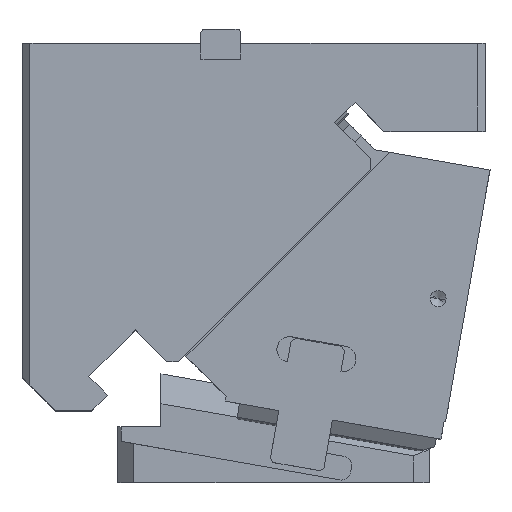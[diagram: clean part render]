
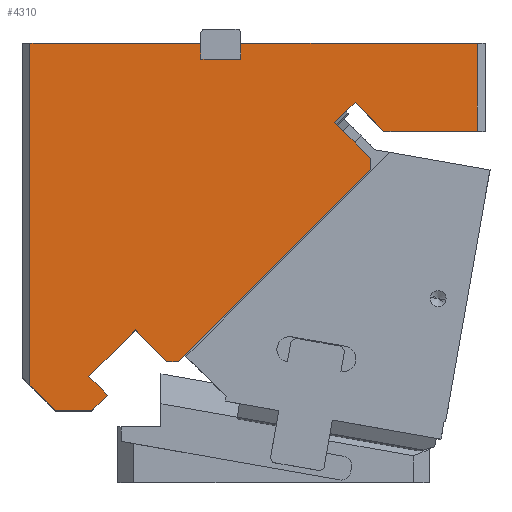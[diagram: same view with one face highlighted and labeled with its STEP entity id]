
A CAD part, top view. The second image highlights one B-rep face of the part: STEP entity #4310.
In plain terms, the highlighted planar face has unit normal (0, 0, 1).
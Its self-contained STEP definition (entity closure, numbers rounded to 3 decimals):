
#61=CARTESIAN_POINT('Vertex',(-71.982,86.175,55.)) ;
#91=CARTESIAN_POINT('Vertex',(-71.982,93.104,55.)) ;
#94=CARTESIAN_POINT('Line Origine',(-71.982,89.639,55.)) ;
#113=CARTESIAN_POINT('Line Origine',(-132.156,26.,55.)) ;
#117=CARTESIAN_POINT('Vertex',(-192.331,-34.175,55.)) ;
#192=CARTESIAN_POINT('Line Origine',(-195.796,-34.175,55.)) ;
#196=CARTESIAN_POINT('Vertex',(-199.261,-34.175,55.)) ;
#409=CARTESIAN_POINT('Line Origine',(-87.892,121.742,55.)) ;
#413=CARTESIAN_POINT('Vertex',(-94.256,115.378,55.)) ;
#415=CARTESIAN_POINT('Vertex',(-81.528,128.106,55.)) ;
#1001=CARTESIAN_POINT('Vertex',(-248.178,-43.51,55.)) ;
#1004=CARTESIAN_POINT('Line Origine',(-242.348,-49.34,55.)) ;
#1008=CARTESIAN_POINT('Vertex',(-236.519,-55.169,55.)) ;
#1301=CARTESIAN_POINT('Line Origine',(-72.475,119.053,55.)) ;
#1305=CARTESIAN_POINT('Vertex',(-63.422,110.,55.)) ;
#1874=CARTESIAN_POINT('Vertex',(-5.,110.,55.)) ;
#1877=CARTESIAN_POINT('Line Origine',(-34.211,110.,55.)) ;
#2090=CARTESIAN_POINT('Vertex',(-153.,165.,55.)) ;
#2093=CARTESIAN_POINT('Line Origine',(-79.,165.,55.)) ;
#2097=CARTESIAN_POINT('Vertex',(-5.,165.,55.)) ;
#2361=CARTESIAN_POINT('Vertex',(-285.,165.,55.)) ;
#2364=CARTESIAN_POINT('Line Origine',(-231.5,165.,55.)) ;
#2368=CARTESIAN_POINT('Vertex',(-178.,165.,55.)) ;
#2623=CARTESIAN_POINT('Vertex',(-269.115,-65.,55.)) ;
#2626=CARTESIAN_POINT('Line Origine',(-277.057,-57.057,55.)) ;
#2630=CARTESIAN_POINT('Vertex',(-285.,-49.115,55.)) ;
#2790=CARTESIAN_POINT('Vertex',(-246.349,-65.,55.)) ;
#2793=CARTESIAN_POINT('Line Origine',(-257.732,-65.,55.)) ;
#2844=CARTESIAN_POINT('Line Origine',(-241.434,-60.085,55.)) ;
#2913=CARTESIAN_POINT('Line Origine',(-5.,137.5,55.)) ;
#2936=CARTESIAN_POINT('Vertex',(-153.,155.,55.)) ;
#2939=CARTESIAN_POINT('Line Origine',(-153.,160.,55.)) ;
#2962=CARTESIAN_POINT('Vertex',(-178.,155.,55.)) ;
#2965=CARTESIAN_POINT('Line Origine',(-165.5,155.,55.)) ;
#2982=CARTESIAN_POINT('Line Origine',(-178.,160.,55.)) ;
#3004=CARTESIAN_POINT('Line Origine',(-285.,57.943,55.)) ;
#4266=CARTESIAN_POINT('Axis2P3D Location',(0.,165.,55.)) ;
#4271=CARTESIAN_POINT('Line Origine',(-83.119,104.241,55.)) ;
#4276=CARTESIAN_POINT('Line Origine',(-233.615,-28.947,55.)) ;
#4280=CARTESIAN_POINT('Vertex',(-219.052,-14.384,55.)) ;
#4283=CARTESIAN_POINT('Line Origine',(-209.156,-24.28,55.)) ;
#95=DIRECTION('Vector Direction',(0.,1.,0.)) ;
#114=DIRECTION('Vector Direction',(0.707,0.707,0.)) ;
#193=DIRECTION('Vector Direction',(1.,0.,0.)) ;
#410=DIRECTION('Vector Direction',(0.707,0.707,0.)) ;
#1005=DIRECTION('Vector Direction',(0.707,-0.707,0.)) ;
#1302=DIRECTION('Vector Direction',(0.707,-0.707,0.)) ;
#1878=DIRECTION('Vector Direction',(1.,0.,0.)) ;
#2094=DIRECTION('Vector Direction',(-1.,0.,0.)) ;
#2365=DIRECTION('Vector Direction',(-1.,0.,0.)) ;
#2627=DIRECTION('Vector Direction',(0.707,-0.707,0.)) ;
#2794=DIRECTION('Vector Direction',(-1.,0.,0.)) ;
#2845=DIRECTION('Vector Direction',(-0.707,-0.707,0.)) ;
#2914=DIRECTION('Vector Direction',(0.,1.,0.)) ;
#2940=DIRECTION('Vector Direction',(0.,1.,0.)) ;
#2966=DIRECTION('Vector Direction',(1.,0.,0.)) ;
#2983=DIRECTION('Vector Direction',(0.,1.,0.)) ;
#3005=DIRECTION('Vector Direction',(0.,-1.,0.)) ;
#4267=DIRECTION('Axis2P3D Direction',(0.,0.,1.)) ;
#4268=DIRECTION('Axis2P3D XDirection',(1.,0.,0.)) ;
#4272=DIRECTION('Vector Direction',(-0.707,0.707,0.)) ;
#4277=DIRECTION('Vector Direction',(-0.707,-0.707,0.)) ;
#4284=DIRECTION('Vector Direction',(-0.707,0.707,0.)) ;
#4269=AXIS2_PLACEMENT_3D('Plane Axis2P3D',#4266,#4267,#4268) ;
#4289=ORIENTED_EDGE('',*,*,#4275,.T.) ;
#4290=ORIENTED_EDGE('',*,*,#417,.T.) ;
#4291=ORIENTED_EDGE('',*,*,#1307,.T.) ;
#4292=ORIENTED_EDGE('',*,*,#1881,.T.) ;
#4293=ORIENTED_EDGE('',*,*,#2917,.T.) ;
#4294=ORIENTED_EDGE('',*,*,#2099,.T.) ;
#4295=ORIENTED_EDGE('',*,*,#2943,.F.) ;
#4296=ORIENTED_EDGE('',*,*,#2969,.F.) ;
#4297=ORIENTED_EDGE('',*,*,#2986,.T.) ;
#4298=ORIENTED_EDGE('',*,*,#2370,.T.) ;
#4299=ORIENTED_EDGE('',*,*,#3008,.T.) ;
#4300=ORIENTED_EDGE('',*,*,#2632,.T.) ;
#4301=ORIENTED_EDGE('',*,*,#2797,.F.) ;
#4302=ORIENTED_EDGE('',*,*,#2848,.F.) ;
#4303=ORIENTED_EDGE('',*,*,#1010,.F.) ;
#4304=ORIENTED_EDGE('',*,*,#4282,.F.) ;
#4305=ORIENTED_EDGE('',*,*,#4287,.F.) ;
#4306=ORIENTED_EDGE('',*,*,#198,.T.) ;
#4307=ORIENTED_EDGE('',*,*,#119,.T.) ;
#4308=ORIENTED_EDGE('',*,*,#98,.T.) ;
#96=VECTOR('Line Direction',#95,1.) ;
#115=VECTOR('Line Direction',#114,1.) ;
#194=VECTOR('Line Direction',#193,1.) ;
#411=VECTOR('Line Direction',#410,1.) ;
#1006=VECTOR('Line Direction',#1005,1.) ;
#1303=VECTOR('Line Direction',#1302,1.) ;
#1879=VECTOR('Line Direction',#1878,1.) ;
#2095=VECTOR('Line Direction',#2094,1.) ;
#2366=VECTOR('Line Direction',#2365,1.) ;
#2628=VECTOR('Line Direction',#2627,1.) ;
#2795=VECTOR('Line Direction',#2794,1.) ;
#2846=VECTOR('Line Direction',#2845,1.) ;
#2915=VECTOR('Line Direction',#2914,1.) ;
#2941=VECTOR('Line Direction',#2940,1.) ;
#2967=VECTOR('Line Direction',#2966,1.) ;
#2984=VECTOR('Line Direction',#2983,1.) ;
#3006=VECTOR('Line Direction',#3005,1.) ;
#4273=VECTOR('Line Direction',#4272,1.) ;
#4278=VECTOR('Line Direction',#4277,1.) ;
#4285=VECTOR('Line Direction',#4284,1.) ;
#4310=ADVANCED_FACE('CAM HOLDER',(#4309),#4270,.T.) ;
#98=EDGE_CURVE('',#62,#92,#97,.T.) ;
#119=EDGE_CURVE('',#118,#62,#116,.T.) ;
#198=EDGE_CURVE('',#197,#118,#195,.T.) ;
#417=EDGE_CURVE('',#414,#416,#412,.T.) ;
#1010=EDGE_CURVE('',#1002,#1009,#1007,.T.) ;
#1307=EDGE_CURVE('',#416,#1306,#1304,.T.) ;
#1881=EDGE_CURVE('',#1306,#1875,#1880,.T.) ;
#2099=EDGE_CURVE('',#2098,#2091,#2096,.T.) ;
#2370=EDGE_CURVE('',#2369,#2362,#2367,.T.) ;
#2632=EDGE_CURVE('',#2631,#2624,#2629,.T.) ;
#2797=EDGE_CURVE('',#2791,#2624,#2796,.T.) ;
#2848=EDGE_CURVE('',#1009,#2791,#2847,.T.) ;
#2917=EDGE_CURVE('',#1875,#2098,#2916,.T.) ;
#2943=EDGE_CURVE('',#2937,#2091,#2942,.T.) ;
#2969=EDGE_CURVE('',#2963,#2937,#2968,.T.) ;
#2986=EDGE_CURVE('',#2963,#2369,#2985,.T.) ;
#3008=EDGE_CURVE('',#2362,#2631,#3007,.T.) ;
#4275=EDGE_CURVE('',#92,#414,#4274,.T.) ;
#4282=EDGE_CURVE('',#4281,#1002,#4279,.T.) ;
#4287=EDGE_CURVE('',#197,#4281,#4286,.T.) ;
#4288=EDGE_LOOP('',(#4289,#4290,#4291,#4292,#4293,#4294,#4295,#4296,#4297,#4298,#4299,#4300,#4301,#4302,#4303,#4304,#4305,#4306,#4307,#4308)) ;
#4309=FACE_OUTER_BOUND('',#4288,.T.) ;
#97=LINE('Line',#94,#96) ;
#116=LINE('Line',#113,#115) ;
#195=LINE('Line',#192,#194) ;
#412=LINE('Line',#409,#411) ;
#1007=LINE('Line',#1004,#1006) ;
#1304=LINE('Line',#1301,#1303) ;
#1880=LINE('Line',#1877,#1879) ;
#2096=LINE('Line',#2093,#2095) ;
#2367=LINE('Line',#2364,#2366) ;
#2629=LINE('Line',#2626,#2628) ;
#2796=LINE('Line',#2793,#2795) ;
#2847=LINE('Line',#2844,#2846) ;
#2916=LINE('Line',#2913,#2915) ;
#2942=LINE('Line',#2939,#2941) ;
#2968=LINE('Line',#2965,#2967) ;
#2985=LINE('Line',#2982,#2984) ;
#3007=LINE('Line',#3004,#3006) ;
#4274=LINE('Line',#4271,#4273) ;
#4279=LINE('Line',#4276,#4278) ;
#4286=LINE('Line',#4283,#4285) ;
#4270=PLANE('Plane',#4269) ;
#62=VERTEX_POINT('',#61) ;
#92=VERTEX_POINT('',#91) ;
#118=VERTEX_POINT('',#117) ;
#197=VERTEX_POINT('',#196) ;
#414=VERTEX_POINT('',#413) ;
#416=VERTEX_POINT('',#415) ;
#1002=VERTEX_POINT('',#1001) ;
#1009=VERTEX_POINT('',#1008) ;
#1306=VERTEX_POINT('',#1305) ;
#1875=VERTEX_POINT('',#1874) ;
#2091=VERTEX_POINT('',#2090) ;
#2098=VERTEX_POINT('',#2097) ;
#2362=VERTEX_POINT('',#2361) ;
#2369=VERTEX_POINT('',#2368) ;
#2624=VERTEX_POINT('',#2623) ;
#2631=VERTEX_POINT('',#2630) ;
#2791=VERTEX_POINT('',#2790) ;
#2937=VERTEX_POINT('',#2936) ;
#2963=VERTEX_POINT('',#2962) ;
#4281=VERTEX_POINT('',#4280) ;
